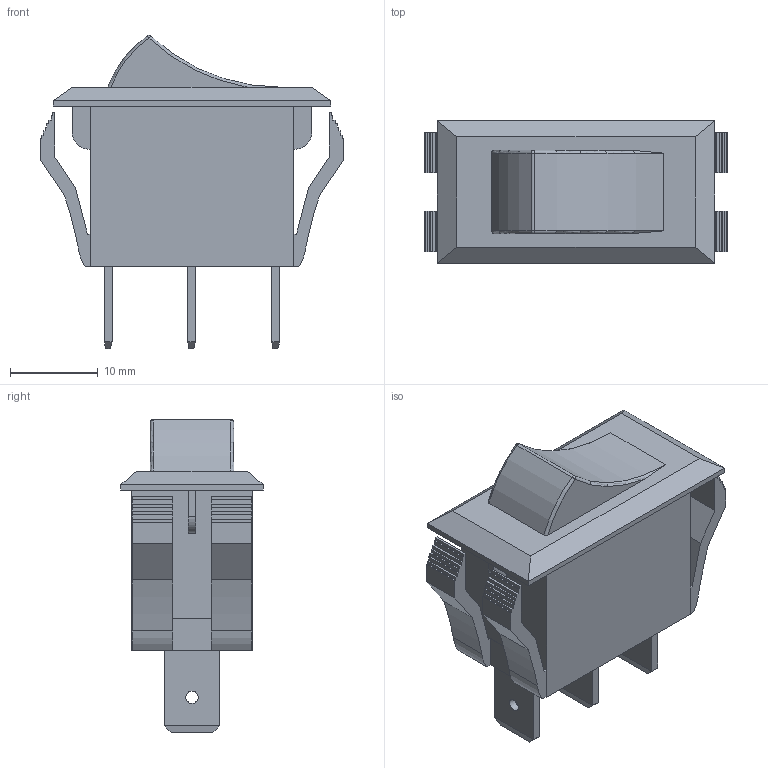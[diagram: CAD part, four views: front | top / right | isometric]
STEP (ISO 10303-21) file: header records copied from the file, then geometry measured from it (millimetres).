
FILE_DESCRIPTION(/* description */ ('Unknown'),/* implementation_level */ '2;1');
FILE_NAME(/* name */ 'CRE22F4DBBNE',/* time_stamp */ '2023-01-03T16:35:44+02:00',/* author */ ('Unknown'),/* organization */ ('Unknown'),/* preprocessor_version */ 'ST-DEVELOPER v18.102',/* originating_system */ 'Solid Edge',/* authorisation */ 'Unknown');
FILE_SCHEMA (('AUTOMOTIVE_DESIGN {1 0 10303 214 3 1 1}'));
Length unit declared in the file: millimetre
Products named in the file (1): CRE22F4DBBNE
Bounding box: 34.6 x 16.2 x 35.66 mm (x, y, z)
Volume: 7863 mm3; surface area: 3832.1 mm2
Topology: 1 solids, 1 shells, 166 faces, 472 edges, 313 vertices
Faces by surface type: plane 144, cylinder 16, torus 6
Full cylindrical faces by diameter (mm): 1.413 x3
Entity records: 6478 total; most frequent: CARTESIAN_POINT 955, ORIENTED_EDGE 932, DIRECTION 838, EDGE_CURVE 466, LINE 420, VECTOR 420, VERTEX_POINT 310, AXIS2_PLACEMENT_3D 209
